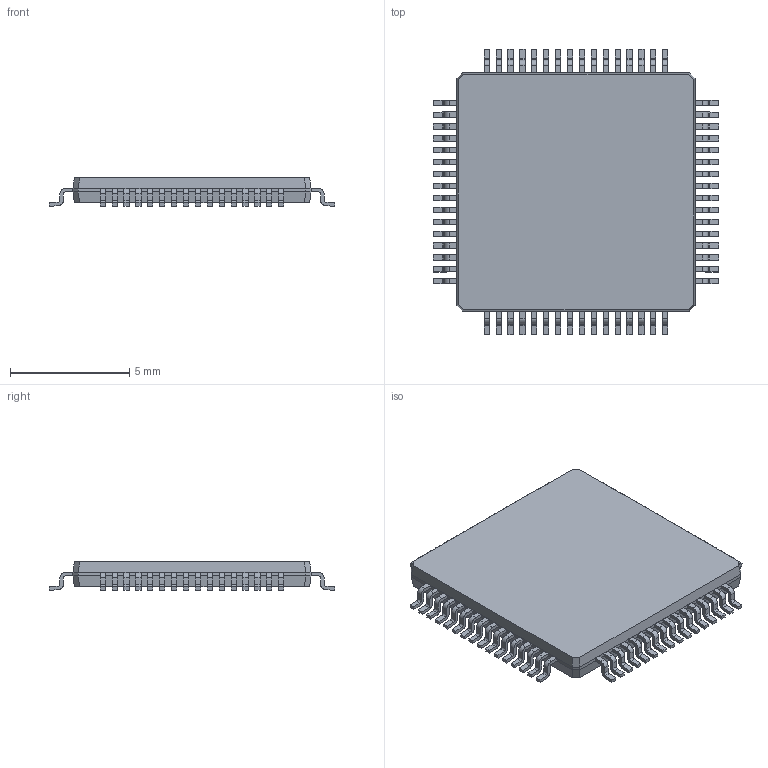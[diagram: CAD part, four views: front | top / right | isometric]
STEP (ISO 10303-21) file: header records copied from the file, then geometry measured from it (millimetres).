
FILE_DESCRIPTION(/* description */ (''),/* implementation_level */ '2;1');
FILE_NAME(/* name */ 'ATSAMD51J20A-AU.step',/* time_stamp */ '2023-10-31T18:36:53-07:00',/* author */ (''),/* organization */ (''),/* preprocessor_version */ 'ST-DEVELOPER v20',/* originating_system */ 'Autodesk Translation Framework v12.14.0.127',/* authorisation */ '');
FILE_SCHEMA (('AUTOMOTIVE_DESIGN { 1 0 10303 214 3 1 1 }'));
Length unit declared in the file: millimetre
Products named in the file (1): (Unsaved)
Bounding box: 12 x 12 x 1.2 mm (x, y, z)
Volume: 106.8 mm3; surface area: 308.4 mm2
Topology: 65 solids, 65 shells, 922 faces, 2376 edges, 1584 vertices
Faces by surface type: plane 666, cylinder 256
Entity records: 27935 total; most frequent: CARTESIAN_POINT 4883, ORIENTED_EDGE 4752, DIRECTION 4734, EDGE_CURVE 2376, LINE 1864, VECTOR 1864, VERTEX_POINT 1584, AXIS2_PLACEMENT_3D 1435
